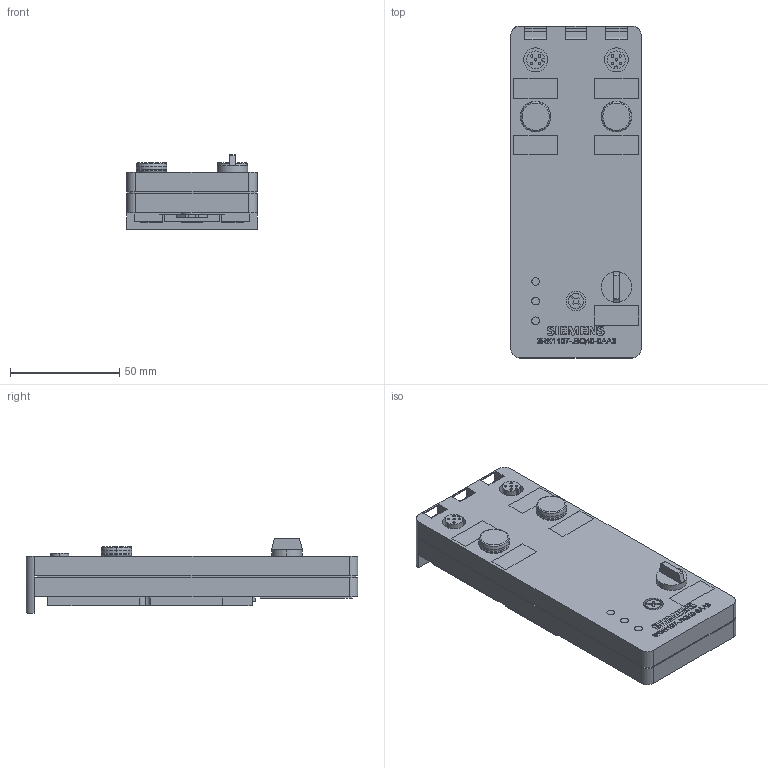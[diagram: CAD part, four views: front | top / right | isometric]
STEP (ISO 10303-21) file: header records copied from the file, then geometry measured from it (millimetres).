
FILE_DESCRIPTION(('STEP AP214'),'1');
FILE_NAME('cctmp_33FCF6A2-20A4-4942-820F-0781A85EEF34_2023_07_24_18_01_22_0087..stp','2023-07-24T16:01:23',('SIEMENS A&D'),('CADClick - www.CADClick.com'),'Spatial InterOp 3D postprocessed',' ','unknown authorization');
FILE_SCHEMA(('AUTOMOTIVE_DESIGN'));
Length unit declared in the file: millimetre
Products named in the file (1): 2023_07_24_18_01_22_0040
Bounding box: 59.6 x 152 x 34 mm (x, y, z)
Volume: 184935.8 mm3; surface area: 33192.2 mm2
Topology: 1 solids, 1 shells, 684 faces, 1780 edges, 1176 vertices
Faces by surface type: plane 428, bspline 126, cylinder 114, torus 12, cone 4
Entity records: 29371 total; most frequent: CARTESIAN_POINT 11047, ORIENTED_EDGE 3560, DIRECTION 2922, EDGE_CURVE 1780, LINE 1248, VECTOR 1248, VERTEX_POINT 1176, AXIS2_PLACEMENT_3D 837
